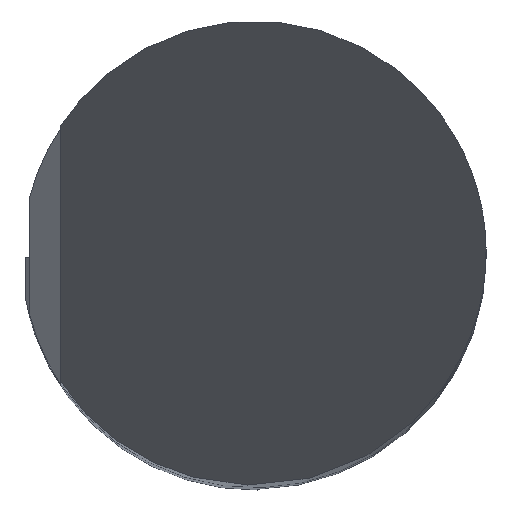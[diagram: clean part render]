
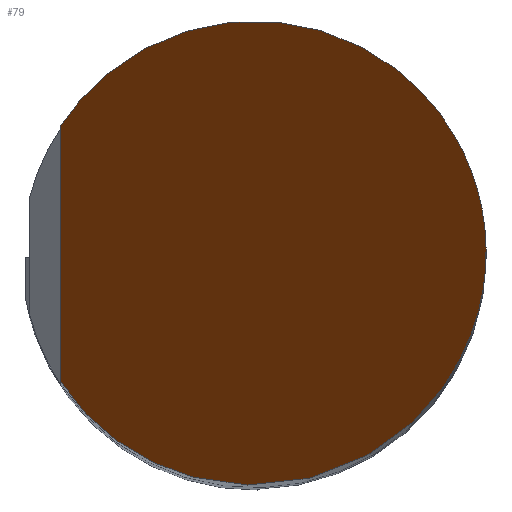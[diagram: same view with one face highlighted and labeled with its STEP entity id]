
A CAD part, top view. The second image highlights one B-rep face of the part: STEP entity #79.
In plain terms, the highlighted planar face has unit normal (-0.866, 0, 0.5).
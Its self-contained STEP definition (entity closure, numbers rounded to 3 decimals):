
#60=PLANE('',#406);
#79=ADVANCED_FACE('',(#103),#60,.F.);
#103=FACE_OUTER_BOUND('',#123,.T.);
#123=EDGE_LOOP('',(#217,#218));
#134=ELLIPSE('',#405,6.,3.);
#217=ORIENTED_EDGE('',*,*,#295,.F.);
#218=ORIENTED_EDGE('',*,*,#296,.T.);
#253=VERTEX_POINT('',#689);
#254=VERTEX_POINT('',#690);
#295=EDGE_CURVE('',#253,#254,#327,.T.);
#296=EDGE_CURVE('',#253,#254,#134,.T.);
#327=LINE('',#688,#357);
#357=VECTOR('',#491,1.);
#405=AXIS2_PLACEMENT_3D('',#691,#492,#493);
#406=AXIS2_PLACEMENT_3D('',#692,#494,#495);
#491=DIRECTION('',(0.,1.,0.));
#492=DIRECTION('',(-0.866,0.,0.5));
#493=DIRECTION('',(0.5,0.,0.866));
#494=DIRECTION('',(0.866,0.,-0.5));
#495=DIRECTION('',(-0.5,0.,-0.866));
#688=CARTESIAN_POINT('',(-2.5,-1.658,14.474));
#689=CARTESIAN_POINT('',(-2.5,-1.658,14.474));
#690=CARTESIAN_POINT('',(-2.5,1.658,14.474));
#691=CARTESIAN_POINT('',(0.,0.,18.804));
#692=CARTESIAN_POINT('',(3.,-3.6,24.));
